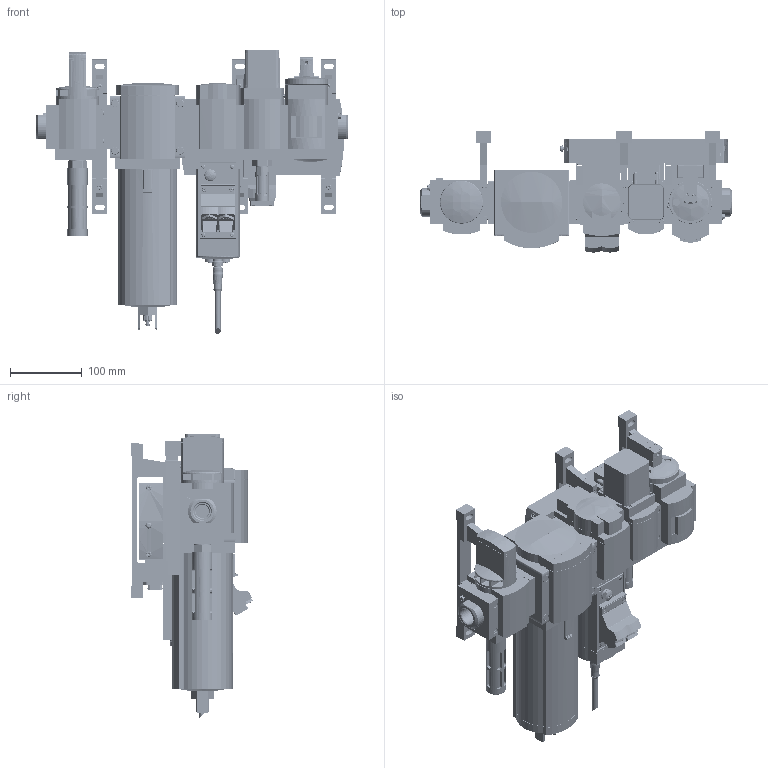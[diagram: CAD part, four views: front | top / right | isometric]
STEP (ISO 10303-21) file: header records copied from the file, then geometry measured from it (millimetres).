
FILE_DESCRIPTION(('STEP AP214'),'1');
FILE_NAME('MS9-C2M.stp','2022-07-08T08:33:28',('3D-Tool'),(' '),'Spatial InterOp 3D',' ',' ');
FILE_SCHEMA(('AUTOMOTIVE_DESIGN { 1 0 10303 214 1 1 1 1 }'));
Length unit declared in the file: millimetre
Products named in the file (1): 8085454 MSE6-C2M-5000-FB34-D-M-RG-BAR-AMI-AGD|HI_376409 MS6-MV---(2);HI_376409 MS6-MV---(2)
Bounding box: 434.6 x 169.29 x 396.81 mm (x, y, z)
Volume: 6393254.1 mm3; surface area: 974122.4 mm2
Topology: 78 solids, 79 shells, 7731 faces, 20048 edges, 12826 vertices
Faces by surface type: plane 3867, cylinder 2571, cone 882, torus 375, sphere 36
Entity records: 307600 total; most frequent: CARTESIAN_POINT 52147, DIRECTION 41421, ORIENTED_EDGE 39952, EDGE_CURVE 19976, AXIS2_PLACEMENT_3D 14759, VERTEX_POINT 12826, LINE 11903, VECTOR 11903
